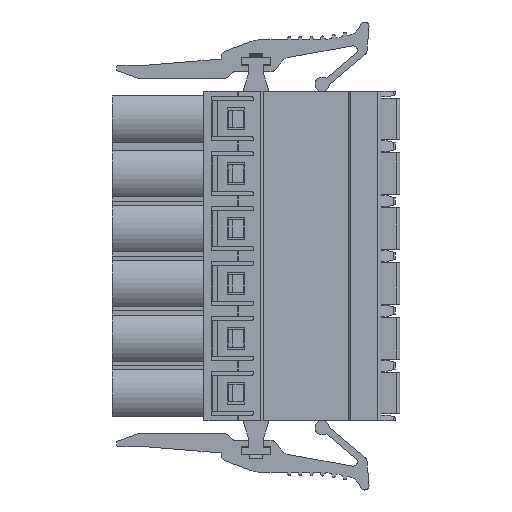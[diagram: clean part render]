
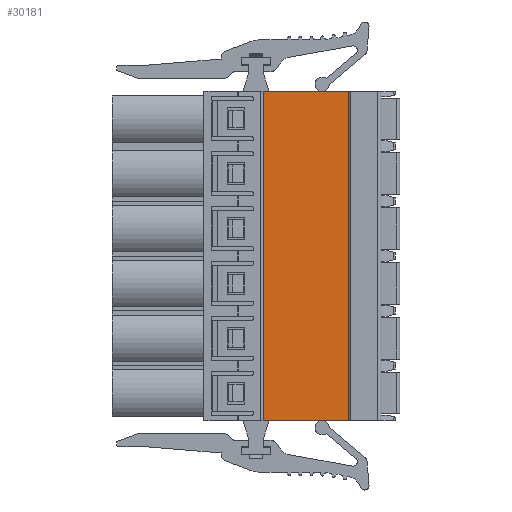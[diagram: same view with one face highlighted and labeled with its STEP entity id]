
A CAD part, front view. The second image highlights one B-rep face of the part: STEP entity #30181.
In plain terms, the highlighted planar face has unit normal (0, -1, 0).
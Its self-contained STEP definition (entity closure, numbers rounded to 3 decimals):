
#1332=DIRECTION('',(1.,0.,0.));
#1333=VECTOR('',#1332,7.75);
#1334=CARTESIAN_POINT('',(5.44,0.23,-30.));
#1335=LINE('',#1334,#1333);
#4065=DIRECTION('',(-1.,0.,0.));
#4066=VECTOR('',#4065,7.75);
#4067=CARTESIAN_POINT('',(13.19,0.23,0.));
#4068=LINE('',#4067,#4066);
#9320=DIRECTION('',(0.,0.,1.));
#9321=VECTOR('',#9320,30.);
#9322=CARTESIAN_POINT('',(13.19,0.23,-30.));
#9323=LINE('',#9322,#9321);
#9324=DIRECTION('',(0.,0.,1.));
#9325=VECTOR('',#9324,30.);
#9326=CARTESIAN_POINT('',(5.44,0.23,-30.));
#9327=LINE('',#9326,#9325);
#14457=CARTESIAN_POINT('',(13.19,0.23,0.));
#14458=VERTEX_POINT('',#14457);
#14459=CARTESIAN_POINT('',(5.44,0.23,0.));
#14460=VERTEX_POINT('',#14459);
#16871=CARTESIAN_POINT('',(5.44,0.23,-30.));
#16872=VERTEX_POINT('',#16871);
#16873=CARTESIAN_POINT('',(13.19,0.23,-30.));
#16874=VERTEX_POINT('',#16873);
#30169=CARTESIAN_POINT('',(9.315,0.23,-10.));
#30170=DIRECTION('',(0.,1.,0.));
#30171=DIRECTION('',(1.,0.,0.));
#30172=AXIS2_PLACEMENT_3D('',#30169,#30170,#30171);
#30173=PLANE('',#30172);
#30174=ORIENTED_EDGE('',*,*,#30163,.F.);
#30175=ORIENTED_EDGE('',*,*,#19877,.F.);
#30177=ORIENTED_EDGE('',*,*,#30176,.T.);
#30178=ORIENTED_EDGE('',*,*,#23454,.F.);
#30179=EDGE_LOOP('',(#30174,#30175,#30177,#30178));
#30180=FACE_OUTER_BOUND('',#30179,.F.);
#30181=ADVANCED_FACE('',(#30180),#30173,.F.);
#19877=EDGE_CURVE('',#16872,#16874,#1335,.T.);
#23454=EDGE_CURVE('',#14458,#14460,#4068,.T.);
#30163=EDGE_CURVE('',#16874,#14458,#9323,.T.);
#30176=EDGE_CURVE('',#16872,#14460,#9327,.T.);
